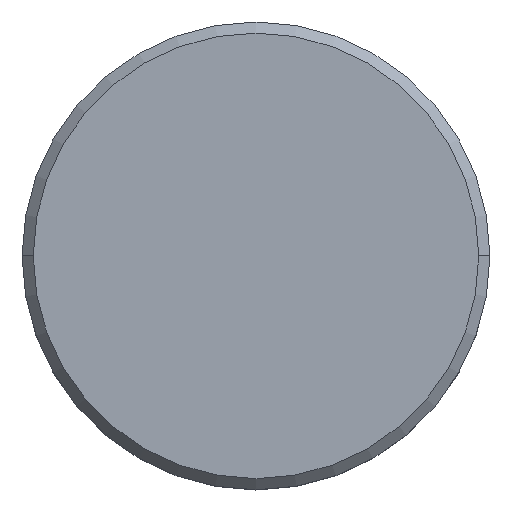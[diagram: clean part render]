
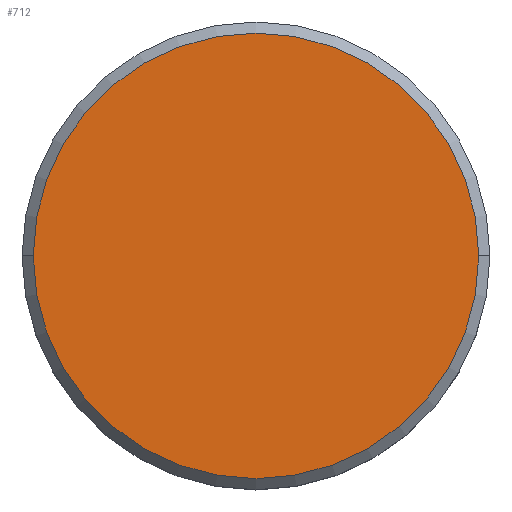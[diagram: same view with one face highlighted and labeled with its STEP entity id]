
A CAD part, top view. The second image highlights one B-rep face of the part: STEP entity #712.
In plain terms, the highlighted planar face has unit normal (0, 0, 1).
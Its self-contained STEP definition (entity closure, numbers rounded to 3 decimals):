
#25 = AXIS2_PLACEMENT_3D ( 'NONE', #850, #254, #1045 ) ;
#135 = EDGE_LOOP ( 'NONE', ( #1078, #226 ) ) ;
#151 = EDGE_CURVE ( 'NONE', #790, #220, #1024, .T. ) ;
#176 = FACE_OUTER_BOUND ( 'NONE', #135, .T. ) ;
#220 = VERTEX_POINT ( 'NONE', #559 ) ;
#226 = ORIENTED_EDGE ( 'NONE', *, *, #333, .T. ) ;
#246 = DIRECTION ( 'NONE',  ( 0., 0., 1. ) ) ;
#254 = DIRECTION ( 'NONE',  ( 0., 0., 1. ) ) ;
#316 = CIRCLE ( 'NONE', #25, 10. ) ;
#333 = EDGE_CURVE ( 'NONE', #220, #790, #316, .T. ) ;
#409 = DIRECTION ( 'NONE',  ( 0., 0., 1. ) ) ;
#509 = AXIS2_PLACEMENT_3D ( 'NONE', #710, #246, #890 ) ;
#516 = PLANE ( 'NONE',  #1020 ) ;
#559 = CARTESIAN_POINT ( 'NONE',  ( 10., 0., 0. ) ) ;
#636 = CARTESIAN_POINT ( 'NONE',  ( -10., 0., 0. ) ) ;
#675 = DIRECTION ( 'NONE',  ( 1., 0., 0. ) ) ;
#710 = CARTESIAN_POINT ( 'NONE',  ( 0., 0., 0. ) ) ;
#712 = ADVANCED_FACE ( 'NONE', ( #176 ), #516, .T. ) ;
#790 = VERTEX_POINT ( 'NONE', #636 ) ;
#850 = CARTESIAN_POINT ( 'NONE',  ( 0., 0., 0. ) ) ;
#881 = CARTESIAN_POINT ( 'NONE',  ( 0., 0., 0. ) ) ;
#890 = DIRECTION ( 'NONE',  ( 1., 0., 0. ) ) ;
#1020 = AXIS2_PLACEMENT_3D ( 'NONE', #881, #409, #675 ) ;
#1024 = CIRCLE ( 'NONE', #509, 10. ) ;
#1045 = DIRECTION ( 'NONE',  ( 1., 0., 0. ) ) ;
#1078 = ORIENTED_EDGE ( 'NONE', *, *, #151, .T. ) ;
